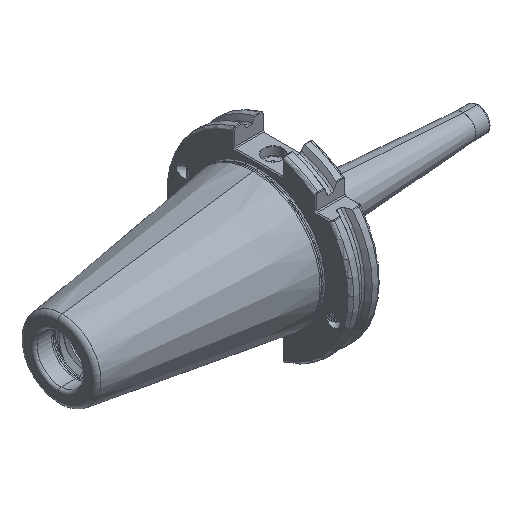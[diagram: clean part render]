
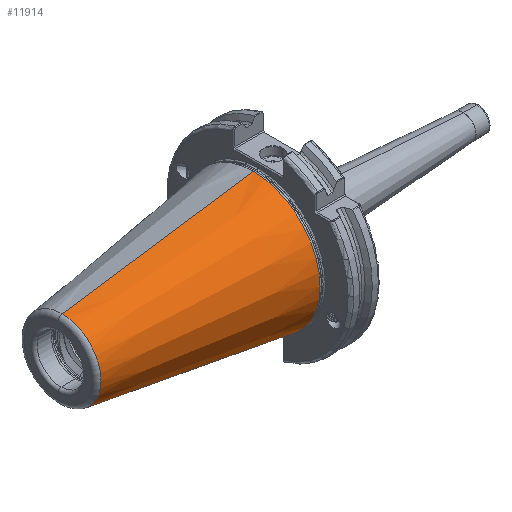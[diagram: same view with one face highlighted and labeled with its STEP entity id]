
A CAD part, isometric view. The second image highlights one B-rep face of the part: STEP entity #11914.
In plain terms, the highlighted conical face has half-angle 8.297 degrees and reference radius 35.392 mm.
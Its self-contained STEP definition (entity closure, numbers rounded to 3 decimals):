
#336 = LINE ( 'NONE', #337, #19506 ) ;
#337 = CARTESIAN_POINT ( 'NONE',  ( 0., 0., 35.392 ) ) ;
#338 = DIRECTION ( 'NONE',  ( 0.99, 0., 0.144 ) ) ;
#345 = LINE ( 'NONE', #346, #19492 ) ;
#346 = CARTESIAN_POINT ( 'NONE',  ( 0., 0., -35.392 ) ) ;
#347 = DIRECTION ( 'NONE',  ( 0.99, 0., -0.144 ) ) ;
#3909 = EDGE_CURVE ( 'NONE', #13451, #13471, #336, .T. ) ;
#3912 = EDGE_CURVE ( 'NONE', #13452, #13473, #345, .T. ) ;
#3920 = EDGE_CURVE ( 'NONE', #13471, #13475, #15073, .T. ) ;
#5213 = CARTESIAN_POINT ( 'NONE',  ( 0., 0., 0. ) ) ;
#5214 = DIRECTION ( 'NONE',  ( 1., 0., 0. ) ) ;
#5215 = DIRECTION ( 'NONE',  ( 0., 0., -1. ) ) ;
#5834 = CARTESIAN_POINT ( 'NONE',  ( -102.811, 0., 0. ) ) ;
#5835 = DIRECTION ( 'NONE',  ( 1., 0., 0. ) ) ;
#5836 = DIRECTION ( 'NONE',  ( 0., 0., 1. ) ) ;
#8072 = EDGE_LOOP ( 'NONE', ( #12177, #12184, #12182, #12186, #12185 ) ) ;
#9226 = CONICAL_SURFACE ( 'NONE', #12219, 35.392, 0.145 ) ;
#9307 = CIRCLE ( 'NONE', #9428, 20.399 ) ;
#9314 = CIRCLE ( 'NONE', #9439, 35.027 ) ;
#9428 = AXIS2_PLACEMENT_3D ( 'NONE', #5834, #5835, #5836 ) ;
#9439 = AXIS2_PLACEMENT_3D ( 'NONE', #19607, #19608, #19609 ) ;
#11914 = ADVANCED_FACE ( 'NONE', ( #12225 ), #9226, .T. ) ;
#12109 = EDGE_CURVE ( 'NONE', #13451, #13452, #9307, .T. ) ;
#12126 = EDGE_CURVE ( 'NONE', #13475, #13473, #9314, .T. ) ;
#12177 = ORIENTED_EDGE ( 'NONE', *, *, #3909, .F. ) ;
#12182 = ORIENTED_EDGE ( 'NONE', *, *, #3912, .T. ) ;
#12184 = ORIENTED_EDGE ( 'NONE', *, *, #12109, .T. ) ;
#12185 = ORIENTED_EDGE ( 'NONE', *, *, #3920, .F. ) ;
#12186 = ORIENTED_EDGE ( 'NONE', *, *, #12126, .F. ) ;
#12219 = AXIS2_PLACEMENT_3D ( 'NONE', #5213, #5214, #5215 ) ;
#12225 = FACE_OUTER_BOUND ( 'NONE', #8072, .T. ) ;
#13451 = VERTEX_POINT ( 'NONE', #16352 ) ;
#13452 = VERTEX_POINT ( 'NONE', #16353 ) ;
#13471 = VERTEX_POINT ( 'NONE', #16372 ) ;
#13473 = VERTEX_POINT ( 'NONE', #16374 ) ;
#13475 = VERTEX_POINT ( 'NONE', #16376 ) ;
#15073 = CIRCLE ( 'NONE', #19502, 35.027 ) ;
#16352 = CARTESIAN_POINT ( 'NONE',  ( -102.811, 0., 20.399 ) ) ;
#16353 = CARTESIAN_POINT ( 'NONE',  ( -102.811, 0., -20.399 ) ) ;
#16372 = CARTESIAN_POINT ( 'NONE',  ( -2.5, 0., 35.027 ) ) ;
#16374 = CARTESIAN_POINT ( 'NONE',  ( -2.5, 0., -35.027 ) ) ;
#16376 = CARTESIAN_POINT ( 'NONE',  ( -2.5, -35.027, 0. ) ) ;
#16489 = CARTESIAN_POINT ( 'NONE',  ( -2.5, 0., 0. ) ) ;
#16490 = DIRECTION ( 'NONE',  ( 1., 0., 0. ) ) ;
#16491 = DIRECTION ( 'NONE',  ( 0., 1., 0. ) ) ;
#19492 = VECTOR ( 'NONE', #347, 1000. ) ;
#19502 = AXIS2_PLACEMENT_3D ( 'NONE', #16489, #16490, #16491 ) ;
#19506 = VECTOR ( 'NONE', #338, 1000. ) ;
#19607 = CARTESIAN_POINT ( 'NONE',  ( -2.5, 0., 0. ) ) ;
#19608 = DIRECTION ( 'NONE',  ( 1., 0., 0. ) ) ;
#19609 = DIRECTION ( 'NONE',  ( 0., 1., 0. ) ) ;
